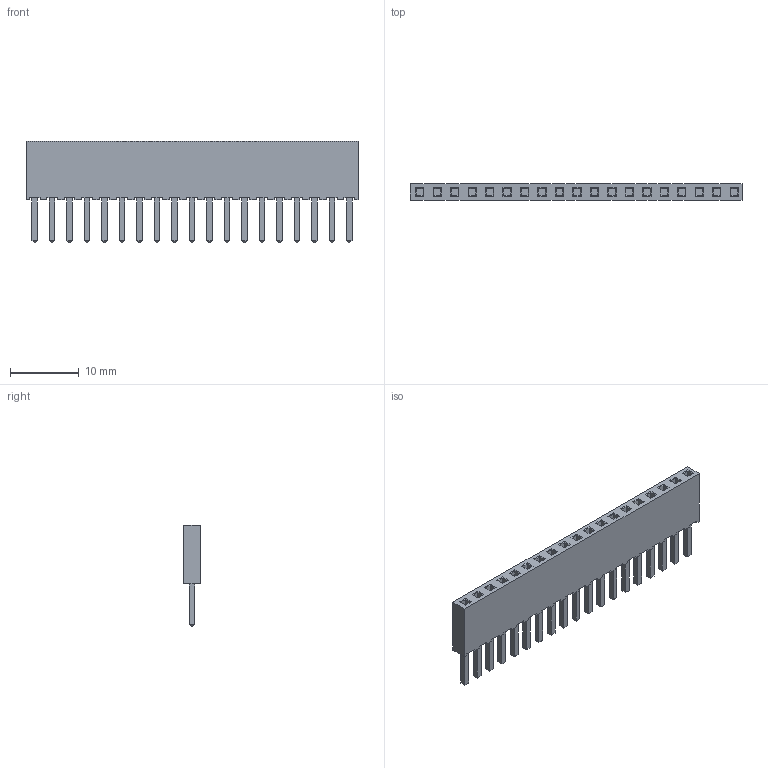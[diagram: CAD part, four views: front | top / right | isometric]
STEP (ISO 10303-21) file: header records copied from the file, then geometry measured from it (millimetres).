
FILE_DESCRIPTION (( 'STEP AP214' ), '1' );
FILE_NAME ('48B283C8-D4F9-42F0-9347-B0F0FC8C944F.STEP', '2024-02-16T20:55:04', ( '' ), ( '' ), 'SwSTEP 2.0', 'SolidWorks 2022', '' );
FILE_SCHEMA (( 'AUTOMOTIVE_DESIGN' ));
Length unit declared in the file: millimetre
Products named in the file (1): 48B283C8-D4F9-42F0-9347-B0F0FC8C944F
Bounding box: 48.26 x 2.41 x 14.71 mm (x, y, z)
Volume: 969.3 mm3; surface area: 1786.6 mm2
Topology: 1 solids, 1 shells, 519 faces, 1228 edges, 768 vertices
Faces by surface type: plane 519
Entity records: 16189 total; most frequent: CARTESIAN_POINT 2516, ORIENTED_EDGE 2456, DIRECTION 2268, LINE 1228, EDGE_CURVE 1228, VECTOR 1228, VERTEX_POINT 768, EDGE_LOOP 576
